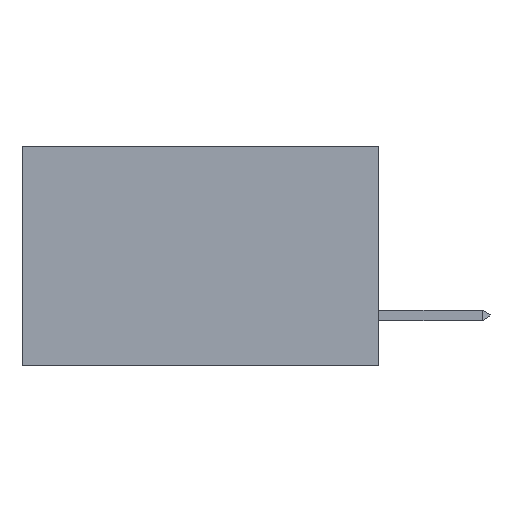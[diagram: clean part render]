
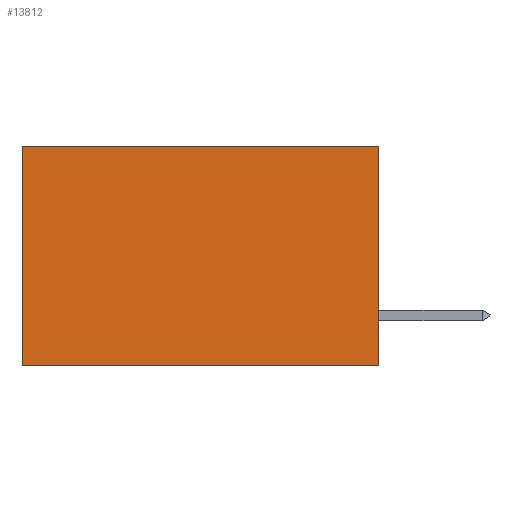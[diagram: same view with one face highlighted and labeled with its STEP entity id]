
A CAD part, left-side view. The second image highlights one B-rep face of the part: STEP entity #13812.
In plain terms, the highlighted planar face has unit normal (-1, 0, 0).
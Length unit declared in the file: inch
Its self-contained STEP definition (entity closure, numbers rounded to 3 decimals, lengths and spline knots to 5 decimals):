
#666 = CARTESIAN_POINT ( 'NONE',  ( 0.298, 0.6, 0. ) ) ;
#1411 = EDGE_CURVE ( 'NONE', #24788, #23184, #20612, .T. ) ;
#1607 = CARTESIAN_POINT ( 'NONE',  ( 0.298, 0., 0. ) ) ;
#2048 = VERTEX_POINT ( 'NONE', #17410 ) ;
#2948 = LINE ( 'NONE', #666, #7180 ) ;
#3333 = AXIS2_PLACEMENT_3D ( 'NONE', #6553, #13632, #13421 ) ;
#6262 = ORIENTED_EDGE ( 'NONE', *, *, #8698, .T. ) ;
#6553 = CARTESIAN_POINT ( 'NONE',  ( 0.298, 0., 0. ) ) ;
#7180 = VECTOR ( 'NONE', #8578, 39.37008 ) ;
#8578 = DIRECTION ( 'NONE',  ( 0., 0., -1. ) ) ;
#8698 = EDGE_CURVE ( 'NONE', #2048, #10012, #14980, .T. ) ;
#9374 = CARTESIAN_POINT ( 'NONE',  ( 0.298, 0.6, -0.37 ) ) ;
#9992 = EDGE_CURVE ( 'NONE', #2048, #24788, #12726, .T. ) ;
#10012 = VERTEX_POINT ( 'NONE', #11947 ) ;
#11151 = ORIENTED_EDGE ( 'NONE', *, *, #17459, .T. ) ;
#11947 = CARTESIAN_POINT ( 'NONE',  ( 0.298, 0.6, 0. ) ) ;
#12055 = DIRECTION ( 'NONE',  ( 0., 0., -1. ) ) ;
#12161 = CARTESIAN_POINT ( 'NONE',  ( 0.298, 0., 0. ) ) ;
#12726 = LINE ( 'NONE', #12161, #22661 ) ;
#13247 = DIRECTION ( 'NONE',  ( 0., 1., 0. ) ) ;
#13340 = VECTOR ( 'NONE', #13247, 39.37008 ) ;
#13421 = DIRECTION ( 'NONE',  ( 0., 0., -1. ) ) ;
#13632 = DIRECTION ( 'NONE',  ( 1., 0., 0. ) ) ;
#13812 = ADVANCED_FACE ( 'NONE', ( #20508 ), #25903, .F. ) ;
#14205 = VECTOR ( 'NONE', #18732, 39.37008 ) ;
#14980 = LINE ( 'NONE', #1607, #14205 ) ;
#15974 = EDGE_LOOP ( 'NONE', ( #11151, #23680, #22244, #6262 ) ) ;
#17410 = CARTESIAN_POINT ( 'NONE',  ( 0.298, 0., 0. ) ) ;
#17459 = EDGE_CURVE ( 'NONE', #10012, #23184, #2948, .T. ) ;
#18732 = DIRECTION ( 'NONE',  ( 0., 1., 0. ) ) ;
#20508 = FACE_OUTER_BOUND ( 'NONE', #15974, .T. ) ;
#20612 = LINE ( 'NONE', #25511, #13340 ) ;
#22244 = ORIENTED_EDGE ( 'NONE', *, *, #9992, .F. ) ;
#22661 = VECTOR ( 'NONE', #12055, 39.37008 ) ;
#23184 = VERTEX_POINT ( 'NONE', #9374 ) ;
#23680 = ORIENTED_EDGE ( 'NONE', *, *, #1411, .F. ) ;
#24788 = VERTEX_POINT ( 'NONE', #29444 ) ;
#25511 = CARTESIAN_POINT ( 'NONE',  ( 0.298, 0., -0.37 ) ) ;
#25903 = PLANE ( 'NONE',  #3333 ) ;
#29444 = CARTESIAN_POINT ( 'NONE',  ( 0.298, 0., -0.37 ) ) ;
